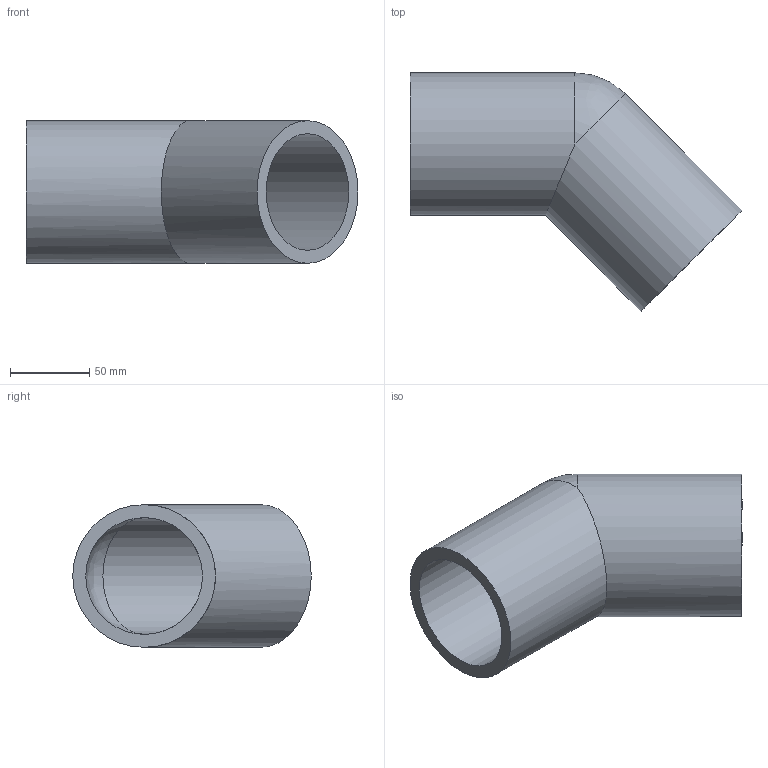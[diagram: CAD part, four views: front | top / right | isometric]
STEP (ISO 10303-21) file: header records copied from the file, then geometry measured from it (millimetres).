
FILE_DESCRIPTION (( 'STEP AP203' ), '1' );
FILE_NAME ('581244030.STEP', '2015-12-04T19:19:51', ( '' ), ( '' ), 'SwSTEP 2.0', 'SolidWorks 2015', '' );
FILE_SCHEMA (( 'CONFIG_CONTROL_DESIGN' ));
Length unit declared in the file: inch
Products named in the file (1): 581244030
Bounding box: 209.36 x 150.36 x 90 mm (x, y, z)
Volume: 437119.9 mm3; surface area: 110827.2 mm2
Topology: 1 solids, 1 shells, 8 faces, 16 edges, 10 vertices
Faces by surface type: cylinder 4, bspline 2, plane 2
Full cylindrical faces by diameter (mm): 73.6 x2, 90 x2
Entity records: 303 total; most frequent: CARTESIAN_POINT 87, DIRECTION 30, ORIENTED_EDGE 20, AXIS2_PLACEMENT_3D 15, EDGE_LOOP 14, FACE_OUTER_BOUND 12, EDGE_CURVE 10, ADVANCED_FACE 8
